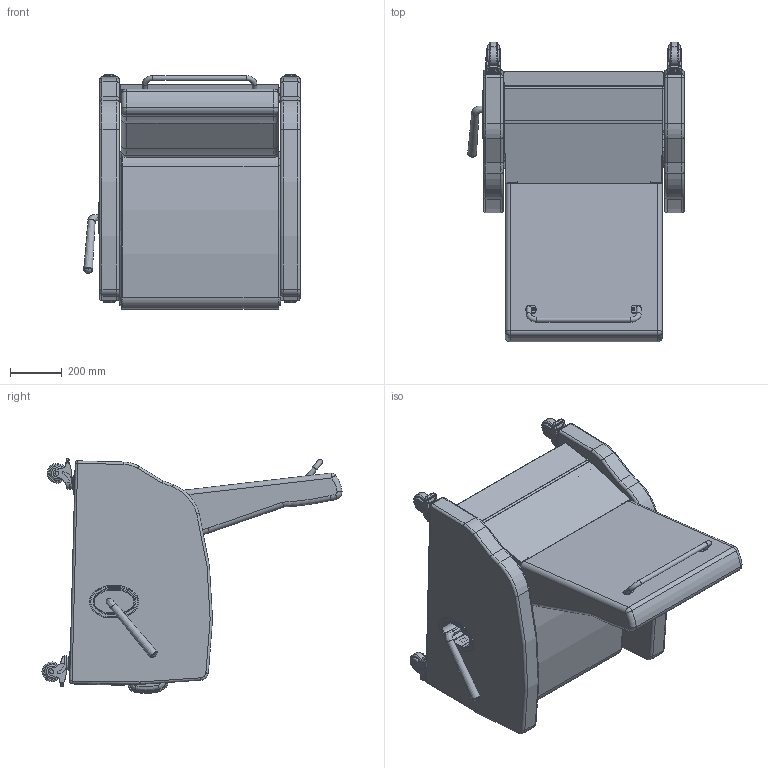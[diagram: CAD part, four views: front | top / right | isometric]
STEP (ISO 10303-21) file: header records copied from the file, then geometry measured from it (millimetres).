
FILE_DESCRIPTION(/* description */ (''),/* implementation_level */ '2;1');
FILE_NAME(/* name */ 'RC1017F.stp',/* time_stamp */ '2017-09-13T08:24:13-04:00',/* author */ ('emehringer'),/* organization */ (''),/* preprocessor_version */ 'ST-DEVELOPER v16.5',/* originating_system */ 'Autodesk Inventor 2017',/* authorisation */ '');
FILE_SCHEMA (('AUTOMOTIVE_DESIGN { 1 0 10303 214 3 1 1 }'));
Length unit declared in the file: inch
Products named in the file (33): RC1017F; H1010 UBACK; PB3; PUSH BAR 17.625; PUSH BAR 17.625_1; PUSH BAR 17.625 right side; 1420X1.5 PSHPB; H1010 UBACK_1; JC BOLT 60X17MM; 5/16X18 JAM NUT; 5/16" WASHER; 5/16X.18 LK NUT; 4000 UKP; ULSEAT 4000C; EC4017 UKO; EV7070 UBACK FLAP; BEZEL-1; E1010 FARM L; E1010 FARM R; CAST COL 4inSLB; _NG-03AMP-125-TL-TP01_fork; _TP01_Next Generation Series_0; _NG-03QDP-125-SW-TP01_rivet; _NG-03AMP-125-TL-TP01_wheel_core; _NG-03AMP-125-TL-TP01_wheel_tread; _NG-03AMP-125-TL-TP01_wheel_guard; _NG-03AMP-125-TL-TP01_wheel_tguard; _NG-03AMP-125-TL-TP01_cap; UCHAISE 4000; 7000-2 CON PLT; HDL 3000 BLK; HDL 3000 BLKPLASTIC; HDL 3000 BLK METAL
Assembly tree (49 placements, depth 5):
  RC1017F
    H1010 UBACK
      PB3
        PUSH BAR 17.625
          PUSH BAR 17.625_1
          PUSH BAR 17.625 right side
        1420X1.5 PSHPB  x2
      H1010 UBACK_1
      JC BOLT 60X17MM  x4
      5/16X18 JAM NUT  x4
      5/16" WASHER  x4
      5/16X.18 LK NUT  x4
    4000 UKP
    ULSEAT 4000C
    EC4017 UKO
    EV7070 UBACK FLAP
    BEZEL-1
    E1010 FARM L
    E1010 FARM R
    CAST COL 4inSLB  x4
      _NG-03AMP-125-TL-TP01_fork
      _TP01_Next Generation Series_0
      _NG-03QDP-125-SW-TP01_rivet
      _NG-03AMP-125-TL-TP01_wheel_core
      _NG-03AMP-125-TL-TP01_wheel_tread
      _NG-03AMP-125-TL-TP01_wheel_guard
      _NG-03AMP-125-TL-TP01_wheel_tguard
      _NG-03AMP-125-TL-TP01_cap
    UCHAISE 4000
    7000-2 CON PLT
    HDL 3000 BLK
      HDL 3000 BLKPLASTIC
      HDL 3000 BLK METAL
Bounding box: 839.23 x 1162.72 x 909.46 mm (x, y, z)
Volume: 177135444.1 mm3; surface area: 7056657.7 mm2
Topology: 72 solids, 84 shells, 1654 faces, 3846 edges, 2421 vertices
Faces by surface type: plane 635, cylinder 614, torus 174, cone 160, bspline 52, sphere 19
Full cylindrical faces by diameter (mm): 5.556 x4, 5.953 x1, 6.35 x10, 6.401 x12, 7.302 x4, 7.938 x2, 8.89 x4, 9.398 x4, 11.989 x4, 12.497 x2, 12.7 x4, 14.877 x4, 15.062 x4, 15.24 x8, 16.891 x4, 19.05 x3, 19.075 x4, 22.987 x4, 25.4 x4, 31.75 x1, 38.049 x4, 44.298 x4, 52.273 x4, 55.372 x8, 57.15 x8, 76.2 x4
Entity records: 28395 total; most frequent: CARTESIAN_POINT 7602, DIRECTION 4456, ORIENTED_EDGE 3846, EDGE_CURVE 1923, AXIS2_PLACEMENT_3D 1818, VERTEX_POINT 1230, EDGE_LOOP 1005, FACE_OUTER_BOUND 873
